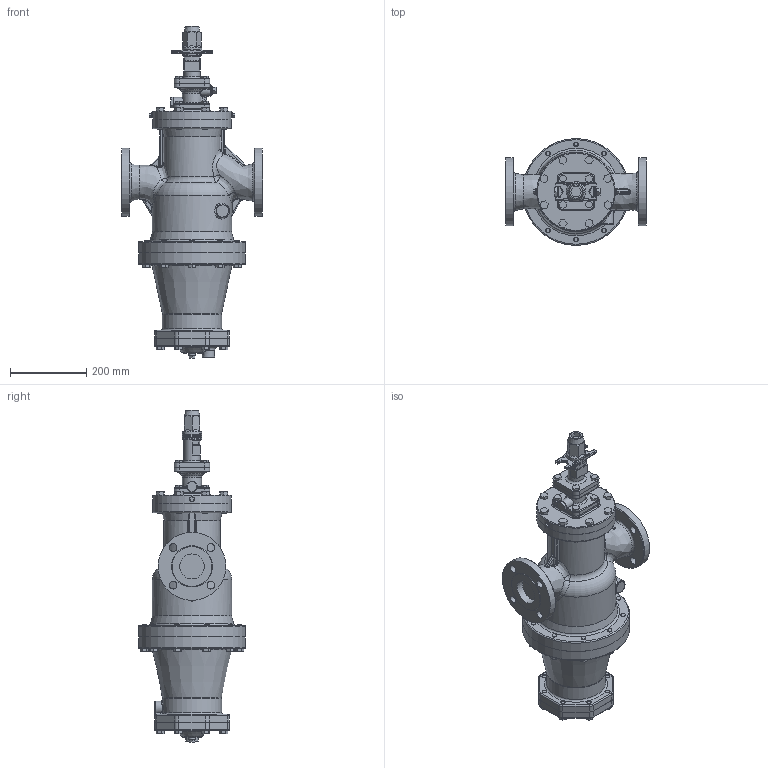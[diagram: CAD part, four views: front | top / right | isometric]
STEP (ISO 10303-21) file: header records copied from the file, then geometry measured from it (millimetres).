
FILE_DESCRIPTION(/* description */ (''),/* implementation_level */ '2;1');
FILE_NAME(/* name */ 'cos16-065-a0150-00.stp',/* time_stamp */ '2017-10-03T16:37:18+09:00',/* author */ ('nakaot'),/* organization */ (''),/* preprocessor_version */ 'ST-DEVELOPER v15.6',/* originating_system */ 'Autodesk Inventor 2015',/* authorisation */ '');
FILE_SCHEMA (('CONFIG_CONTROL_DESIGN'));
Length unit declared in the file: millimetre
Products named in the file (1): cos16-065-a0150-00
Bounding box: 372 x 280 x 870.4 mm (x, y, z)
Volume: 21511678.1 mm3; surface area: 1149583.1 mm2
Topology: 6 solids, 6 shells, 1015 faces, 2393 edges, 1503 vertices
Faces by surface type: plane 496, cylinder 285, bspline 116, torus 66, sphere 30, cone 22
Full cylindrical faces by diameter (mm): 8.376 x4, 10 x4, 10.106 x26, 12 x30, 14 x26, 17.475 x1, 20 x8, 27 x1, 30 x1, 32 x1, 42 x1, 44.924 x1, 48.648 x1, 51 x1, 52 x1, 65 x2, 94.101 x1, 111.052 x1, 155 x1, 178 x2, 193.783 x1, 206 x2, 208 x1, 280 x2
Entity records: 33934 total; most frequent: CARTESIAN_POINT 11990, DIRECTION 4401, ORIENTED_EDGE 4298, EDGE_CURVE 2149, AXIS2_PLACEMENT_3D 1642, VERTEX_POINT 1423, EDGE_LOOP 1358, LINE 1117
